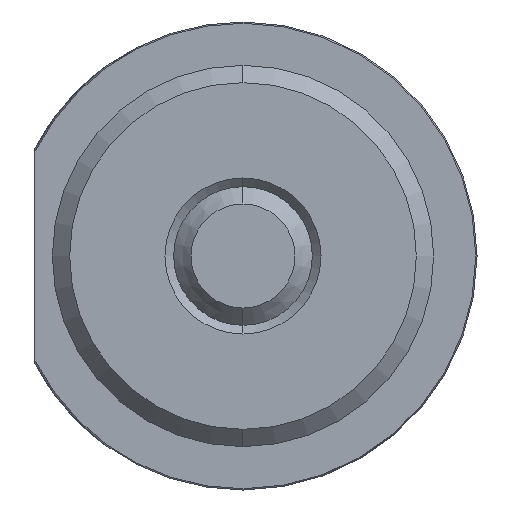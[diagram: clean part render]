
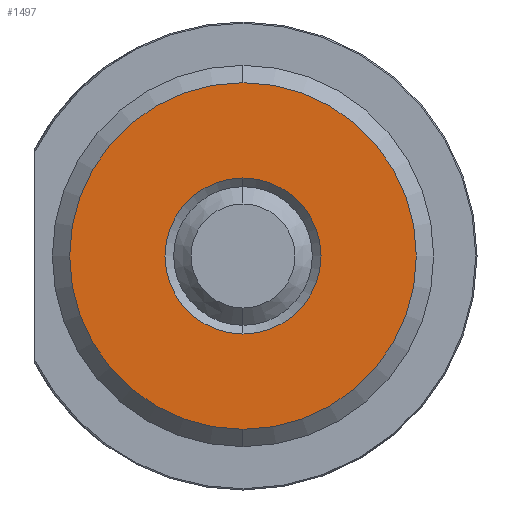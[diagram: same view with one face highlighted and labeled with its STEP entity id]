
A CAD part, left-side view. The second image highlights one B-rep face of the part: STEP entity #1497.
In plain terms, the highlighted planar face has unit normal (-1, 0, 0).
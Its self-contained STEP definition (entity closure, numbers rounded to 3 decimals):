
#109 = EDGE_LOOP ( 'NONE', ( #3132, #3031 ) ) ;
#115 = EDGE_LOOP ( 'NONE', ( #3005, #3001 ) ) ;
#272 = CIRCLE ( 'NONE', #1262, 4.5 ) ;
#337 = CIRCLE ( 'NONE', #1287, 10. ) ;
#492 = FACE_BOUND ( 'NONE', #115, .T. ) ;
#497 = FACE_OUTER_BOUND ( 'NONE', #109, .T. ) ;
#684 = CIRCLE ( 'NONE', #1200, 10. ) ;
#703 = VERTEX_POINT ( 'NONE', #1610 ) ;
#1000 = EDGE_CURVE ( 'NONE', #1728, #1764, #3267, .T. ) ;
#1002 = EDGE_CURVE ( 'NONE', #1547, #703, #684, .T. ) ;
#1117 = EDGE_CURVE ( 'NONE', #1764, #1728, #272, .T. ) ;
#1164 = EDGE_CURVE ( 'NONE', #703, #1547, #337, .T. ) ;
#1198 = AXIS2_PLACEMENT_3D ( 'NONE', #1825, #1826, #1827 ) ;
#1200 = AXIS2_PLACEMENT_3D ( 'NONE', #1831, #1833, #1834 ) ;
#1262 = AXIS2_PLACEMENT_3D ( 'NONE', #2175, #2177, #2178 ) ;
#1287 = AXIS2_PLACEMENT_3D ( 'NONE', #2339, #2340, #2341 ) ;
#1365 = AXIS2_PLACEMENT_3D ( 'NONE', #2621, #2623, #2624 ) ;
#1497 = ADVANCED_FACE ( 'NONE', ( #492, #497 ), #2622, .F. ) ;
#1547 = VERTEX_POINT ( 'NONE', #2809 ) ;
#1610 = CARTESIAN_POINT ( 'NONE',  ( 0., 0., 10. ) ) ;
#1728 = VERTEX_POINT ( 'NONE', #2849 ) ;
#1764 = VERTEX_POINT ( 'NONE', #2851 ) ;
#1825 = CARTESIAN_POINT ( 'NONE',  ( 0., 0., 0. ) ) ;
#1826 = DIRECTION ( 'NONE',  ( 1., 0., 0. ) ) ;
#1827 = DIRECTION ( 'NONE',  ( 0., 0., -1. ) ) ;
#1831 = CARTESIAN_POINT ( 'NONE',  ( 0., 0., 0. ) ) ;
#1833 = DIRECTION ( 'NONE',  ( -1., 0., 0. ) ) ;
#1834 = DIRECTION ( 'NONE',  ( 0., 0., -1. ) ) ;
#2175 = CARTESIAN_POINT ( 'NONE',  ( 0., 0., 0. ) ) ;
#2177 = DIRECTION ( 'NONE',  ( 1., 0., 0. ) ) ;
#2178 = DIRECTION ( 'NONE',  ( 0., 0., -1. ) ) ;
#2339 = CARTESIAN_POINT ( 'NONE',  ( 0., 0., 0. ) ) ;
#2340 = DIRECTION ( 'NONE',  ( -1., 0., 0. ) ) ;
#2341 = DIRECTION ( 'NONE',  ( 0., 0., -1. ) ) ;
#2621 = CARTESIAN_POINT ( 'NONE',  ( 0., 4., 0. ) ) ;
#2622 = PLANE ( 'NONE',  #1365 ) ;
#2623 = DIRECTION ( 'NONE',  ( 1., 0., 0. ) ) ;
#2624 = DIRECTION ( 'NONE',  ( 0., 0., -1. ) ) ;
#2809 = CARTESIAN_POINT ( 'NONE',  ( 0., 0., -10. ) ) ;
#2849 = CARTESIAN_POINT ( 'NONE',  ( 0., 0., -4.5 ) ) ;
#2851 = CARTESIAN_POINT ( 'NONE',  ( 0., 0., 4.5 ) ) ;
#3001 = ORIENTED_EDGE ( 'NONE', *, *, #1000, .T. ) ;
#3005 = ORIENTED_EDGE ( 'NONE', *, *, #1117, .T. ) ;
#3031 = ORIENTED_EDGE ( 'NONE', *, *, #1164, .T. ) ;
#3132 = ORIENTED_EDGE ( 'NONE', *, *, #1002, .T. ) ;
#3267 = CIRCLE ( 'NONE', #1198, 4.5 ) ;
